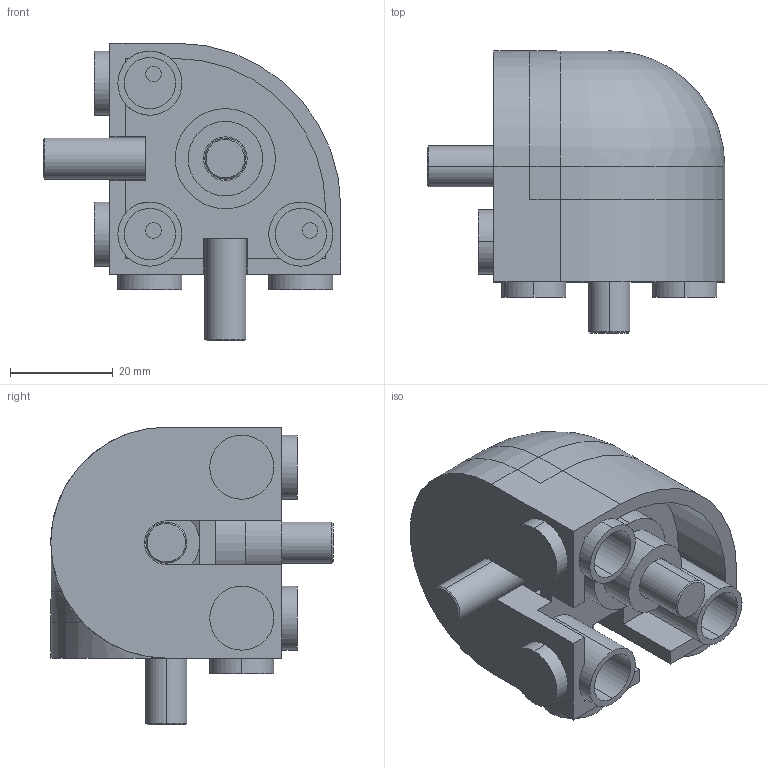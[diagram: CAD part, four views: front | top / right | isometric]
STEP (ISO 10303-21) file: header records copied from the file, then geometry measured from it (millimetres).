
FILE_DESCRIPTION (( 'STEP AP203' ), '1' );
FILE_NAME ('084.310.010.STEP', '2013-01-25T13:38:36', ( 'Alusic' ), ( 'Alusic' ), 'SwSTEP 2.0', 'SolidWorks 2011', '' );
FILE_SCHEMA (( 'CONFIG_CONTROL_DESIGN' ));
Length unit declared in the file: millimetre
Products named in the file (4): 084.310.010; 084.310.010-2; 084.301.000 VITI ALUSIC_084.301.003; 084.310.010-1
Assembly tree (5 placements, depth 2):
  084.310.010
    084.301.000 VITI ALUSIC_084.301.003  x3
    084.310.010-1
    084.310.010-2
Bounding box: 58 x 55 x 58 mm (x, y, z)
Volume: 42454.4 mm3; surface area: 26338.1 mm2
Topology: 5 solids, 5 shells, 177 faces, 439 edges, 279 vertices
Faces by surface type: plane 95, cylinder 68, torus 8, cone 6
Entity records: 4798 total; most frequent: DIRECTION 793, CARTESIAN_POINT 770, ORIENTED_EDGE 722, EDGE_CURVE 361, AXIS2_PLACEMENT_3D 290, VERTEX_POINT 231, VECTOR 213, LINE 213
